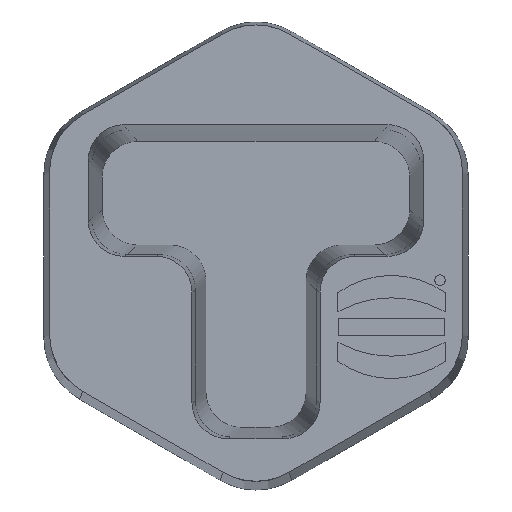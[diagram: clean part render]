
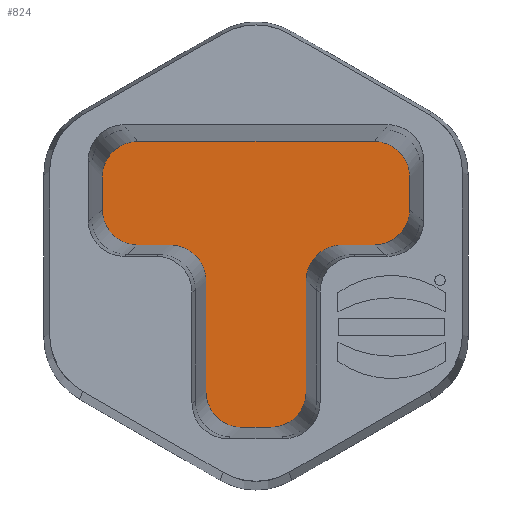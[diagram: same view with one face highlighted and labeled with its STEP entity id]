
A CAD part, top view. The second image highlights one B-rep face of the part: STEP entity #824.
In plain terms, the highlighted planar face has unit normal (0, 0, 1).
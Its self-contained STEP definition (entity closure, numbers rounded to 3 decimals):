
#534=ELLIPSE('',#1956,0.5,0.5);
#535=ELLIPSE('',#1957,0.5,0.5);
#536=ELLIPSE('',#1958,0.5,0.5);
#537=ELLIPSE('',#1959,0.5,0.5);
#538=ELLIPSE('',#1960,0.5,0.5);
#539=ELLIPSE('',#1961,0.5,0.5);
#540=ELLIPSE('',#1962,0.5,0.5);
#541=ELLIPSE('',#1963,0.5,0.5);
#630=LINE('',#2680,#742);
#636=LINE('',#2694,#748);
#641=LINE('',#2704,#753);
#645=LINE('',#2714,#757);
#649=LINE('',#2724,#761);
#654=LINE('',#2734,#766);
#658=LINE('',#2744,#770);
#663=LINE('',#2754,#775);
#742=VECTOR('',#2223,1.);
#748=VECTOR('',#2233,1.);
#753=VECTOR('',#2240,1.);
#757=VECTOR('',#2248,1.);
#761=VECTOR('',#2256,1.);
#766=VECTOR('',#2263,1.);
#770=VECTOR('',#2271,1.);
#775=VECTOR('',#2278,1.);
#824=ADVANCED_FACE('',(#928),#889,.T.);
#889=PLANE('',#1964);
#928=FACE_OUTER_BOUND('',#1006,.T.);
#1006=EDGE_LOOP('',(#1250,#1251,#1252,#1253,#1254,#1255,#1256,#1257,#1258,
#1259,#1260,#1261,#1262,#1263,#1264,#1265));
#1250=ORIENTED_EDGE('',*,*,#1722,.T.);
#1251=ORIENTED_EDGE('',*,*,#1725,.T.);
#1252=ORIENTED_EDGE('',*,*,#1685,.T.);
#1253=ORIENTED_EDGE('',*,*,#1726,.T.);
#1254=ORIENTED_EDGE('',*,*,#1692,.T.);
#1255=ORIENTED_EDGE('',*,*,#1727,.T.);
#1256=ORIENTED_EDGE('',*,*,#1697,.T.);
#1257=ORIENTED_EDGE('',*,*,#1728,.T.);
#1258=ORIENTED_EDGE('',*,*,#1702,.T.);
#1259=ORIENTED_EDGE('',*,*,#1729,.T.);
#1260=ORIENTED_EDGE('',*,*,#1707,.T.);
#1261=ORIENTED_EDGE('',*,*,#1730,.T.);
#1262=ORIENTED_EDGE('',*,*,#1712,.T.);
#1263=ORIENTED_EDGE('',*,*,#1731,.T.);
#1264=ORIENTED_EDGE('',*,*,#1717,.T.);
#1265=ORIENTED_EDGE('',*,*,#1732,.T.);
#1525=VERTEX_POINT('',#2681);
#1526=VERTEX_POINT('',#2682);
#1530=VERTEX_POINT('',#2693);
#1531=VERTEX_POINT('',#2695);
#1534=VERTEX_POINT('',#2703);
#1535=VERTEX_POINT('',#2705);
#1538=VERTEX_POINT('',#2713);
#1539=VERTEX_POINT('',#2715);
#1542=VERTEX_POINT('',#2723);
#1543=VERTEX_POINT('',#2725);
#1546=VERTEX_POINT('',#2733);
#1547=VERTEX_POINT('',#2735);
#1550=VERTEX_POINT('',#2743);
#1551=VERTEX_POINT('',#2745);
#1554=VERTEX_POINT('',#2753);
#1555=VERTEX_POINT('',#2755);
#1685=EDGE_CURVE('',#1525,#1526,#630,.T.);
#1692=EDGE_CURVE('',#1531,#1530,#636,.T.);
#1697=EDGE_CURVE('',#1535,#1534,#641,.T.);
#1702=EDGE_CURVE('',#1539,#1538,#645,.T.);
#1707=EDGE_CURVE('',#1543,#1542,#649,.T.);
#1712=EDGE_CURVE('',#1547,#1546,#654,.T.);
#1717=EDGE_CURVE('',#1551,#1550,#658,.T.);
#1722=EDGE_CURVE('',#1555,#1554,#663,.T.);
#1725=EDGE_CURVE('',#1554,#1525,#534,.T.);
#1726=EDGE_CURVE('',#1526,#1531,#535,.T.);
#1727=EDGE_CURVE('',#1530,#1535,#536,.T.);
#1728=EDGE_CURVE('',#1534,#1539,#537,.T.);
#1729=EDGE_CURVE('',#1538,#1543,#538,.T.);
#1730=EDGE_CURVE('',#1542,#1547,#539,.T.);
#1731=EDGE_CURVE('',#1546,#1551,#540,.T.);
#1732=EDGE_CURVE('',#1550,#1555,#541,.T.);
#1956=AXIS2_PLACEMENT_3D('',#2760,#2283,#2284);
#1957=AXIS2_PLACEMENT_3D('',#2761,#2285,#2286);
#1958=AXIS2_PLACEMENT_3D('',#2762,#2287,#2288);
#1959=AXIS2_PLACEMENT_3D('',#2763,#2289,#2290);
#1960=AXIS2_PLACEMENT_3D('',#2764,#2291,#2292);
#1961=AXIS2_PLACEMENT_3D('',#2765,#2293,#2294);
#1962=AXIS2_PLACEMENT_3D('',#2766,#2295,#2296);
#1963=AXIS2_PLACEMENT_3D('',#2767,#2297,#2298);
#1964=AXIS2_PLACEMENT_3D('',#2768,#2299,#2300);
#2223=DIRECTION('',(0.,-1.,0.));
#2233=DIRECTION('',(1.,0.,0.));
#2240=DIRECTION('',(0.,-1.,0.));
#2248=DIRECTION('',(1.,0.,0.));
#2256=DIRECTION('',(0.,1.,0.));
#2263=DIRECTION('',(1.,0.,0.));
#2271=DIRECTION('',(0.,1.,0.));
#2278=DIRECTION('',(-1.,0.,0.));
#2283=DIRECTION('',(0.,0.,1.));
#2284=DIRECTION('',(0.707,-0.707,0.));
#2285=DIRECTION('',(0.,0.,1.));
#2286=DIRECTION('',(0.707,0.707,0.));
#2287=DIRECTION('',(0.,0.,-1.));
#2288=DIRECTION('',(-0.707,-0.707,0.));
#2289=DIRECTION('',(0.,0.,1.));
#2290=DIRECTION('',(0.707,0.707,0.));
#2291=DIRECTION('',(0.,0.,1.));
#2292=DIRECTION('',(-0.707,0.707,0.));
#2293=DIRECTION('',(0.,0.,-1.));
#2294=DIRECTION('',(0.707,-0.707,0.));
#2295=DIRECTION('',(0.,0.,1.));
#2296=DIRECTION('',(-0.707,0.707,0.));
#2297=DIRECTION('',(0.,0.,1.));
#2298=DIRECTION('',(-0.707,-0.707,0.));
#2299=DIRECTION('',(0.,0.,1.));
#2300=DIRECTION('',(1.,0.,0.));
#2680=CARTESIAN_POINT('',(-2.151,0.,1.95));
#2681=CARTESIAN_POINT('',(-2.151,1.101,1.95));
#2682=CARTESIAN_POINT('',(-2.151,0.649,1.95));
#2693=CARTESIAN_POINT('',(-1.201,0.149,1.95));
#2694=CARTESIAN_POINT('',(0.,0.149,1.95));
#2695=CARTESIAN_POINT('',(-1.651,0.149,1.95));
#2703=CARTESIAN_POINT('',(-0.701,-1.901,1.95));
#2704=CARTESIAN_POINT('',(-0.701,0.,1.95));
#2705=CARTESIAN_POINT('',(-0.701,-0.351,1.95));
#2713=CARTESIAN_POINT('',(0.201,-2.401,1.95));
#2714=CARTESIAN_POINT('',(0.,-2.401,1.95));
#2715=CARTESIAN_POINT('',(-0.201,-2.401,1.95));
#2723=CARTESIAN_POINT('',(0.701,-0.351,1.95));
#2724=CARTESIAN_POINT('',(0.701,0.,1.95));
#2725=CARTESIAN_POINT('',(0.701,-1.901,1.95));
#2733=CARTESIAN_POINT('',(1.651,0.149,1.95));
#2734=CARTESIAN_POINT('',(0.,0.149,1.95));
#2735=CARTESIAN_POINT('',(1.201,0.149,1.95));
#2743=CARTESIAN_POINT('',(2.151,1.101,1.95));
#2744=CARTESIAN_POINT('',(2.151,0.,1.95));
#2745=CARTESIAN_POINT('',(2.151,0.649,1.95));
#2753=CARTESIAN_POINT('',(-1.651,1.601,1.95));
#2754=CARTESIAN_POINT('',(0.,1.601,1.95));
#2755=CARTESIAN_POINT('',(1.651,1.601,1.95));
#2760=CARTESIAN_POINT('',(-1.651,1.101,1.95));
#2761=CARTESIAN_POINT('',(-1.651,0.649,1.95));
#2762=CARTESIAN_POINT('',(-1.201,-0.351,1.95));
#2763=CARTESIAN_POINT('',(-0.201,-1.901,1.95));
#2764=CARTESIAN_POINT('',(0.201,-1.901,1.95));
#2765=CARTESIAN_POINT('',(1.201,-0.351,1.95));
#2766=CARTESIAN_POINT('',(1.651,0.649,1.95));
#2767=CARTESIAN_POINT('',(1.651,1.101,1.95));
#2768=CARTESIAN_POINT('',(0.,0.,1.95));
